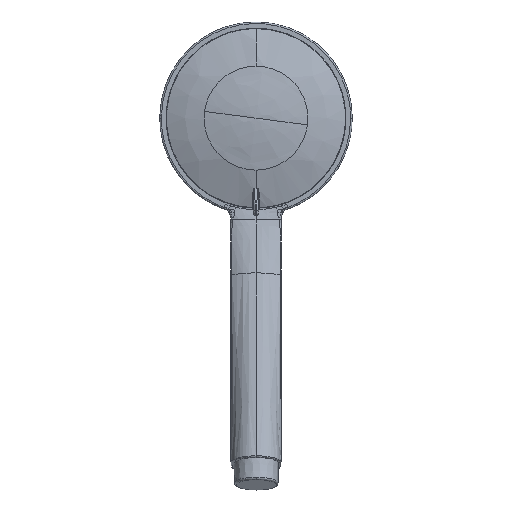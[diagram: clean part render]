
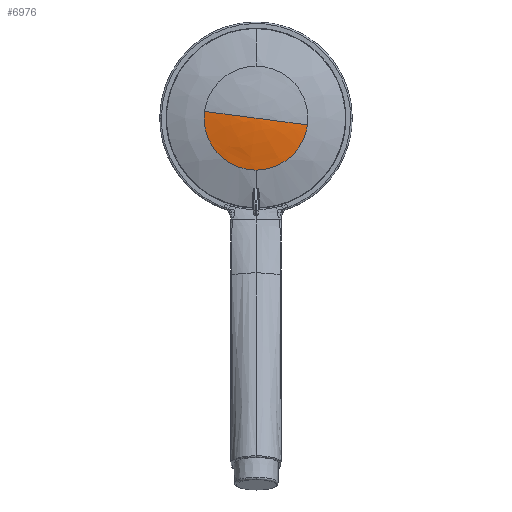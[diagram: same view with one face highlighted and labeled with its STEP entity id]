
A CAD part, top view. The second image highlights one B-rep face of the part: STEP entity #6976.
In plain terms, the highlighted free-form (B-spline) face has degree [3, 3] with [7, 4] control points.
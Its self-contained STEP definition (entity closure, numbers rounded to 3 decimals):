
#222 = CIRCLE ( 'NONE', #955, 26.99 ) ;
#257 = CARTESIAN_POINT ( 'NONE',  ( -0.299, -5.781, -2.271 ) ) ;
#308 = CARTESIAN_POINT ( 'NONE',  ( 37.769, -4.155, -25.538 ) ) ;
#594 = CIRCLE ( 'NONE', #12678, 26.99 ) ;
#847 = EDGE_CURVE ( 'NONE', #12702, #11238, #5189, .T. ) ;
#955 = AXIS2_PLACEMENT_3D ( 'NONE', #1910, #10153, #3116 ) ;
#1473 = CARTESIAN_POINT ( 'NONE',  ( 4.841, -5.781, 1.673 ) ) ;
#1503 = B_SPLINE_CURVE_WITH_KNOTS ( 'NONE', 3,
 ( #3016, #3348, #2877, #2862, #2818, #2806, #2763 ),
 .UNSPECIFIED., .F., .F.,
 ( 4, 1, 1, 1, 4 ),
 ( 0., 0.25, 0.5, 0.75, 0.99 ),
 .UNSPECIFIED. ) ;
#1520 = CARTESIAN_POINT ( 'NONE',  ( 2.661, -4.155, 20.215 ) ) ;
#1642 = EDGE_CURVE ( 'NONE', #12702, #7535, #1503, .T. ) ;
#1881 = CARTESIAN_POINT ( 'NONE',  ( -3.523, -3.07, -26.76 ) ) ;
#1894 = CARTESIAN_POINT ( 'NONE',  ( -3.24, -3.434, -24.608 ) ) ;
#1910 = CARTESIAN_POINT ( 'NONE',  ( 0., -3.07, 0. ) ) ;
#1934 = CARTESIAN_POINT ( 'NONE',  ( -2.661, -4.155, -20.215 ) ) ;
#1950 = CARTESIAN_POINT ( 'NONE',  ( -1.787, -5.105, -13.571 ) ) ;
#1988 = CARTESIAN_POINT ( 'NONE',  ( 0., -5.781, 0. ) ) ;
#2041 = CARTESIAN_POINT ( 'NONE',  ( -0.299, -5.781, -2.271 ) ) ;
#2452 = VERTEX_POINT ( 'NONE', #3437 ) ;
#2670 = CARTESIAN_POINT ( 'NONE',  ( -0.896, -5.702, -6.807 ) ) ;
#2725 = CARTESIAN_POINT ( 'NONE',  ( 45.977, -3.434, -31.088 ) ) ;
#2740 = EDGE_CURVE ( 'NONE', #11238, #2452, #222, .T. ) ;
#2763 = CARTESIAN_POINT ( 'NONE',  ( 3.523, -3.07, 26.76 ) ) ;
#2806 = CARTESIAN_POINT ( 'NONE',  ( 3.24, -3.434, 24.608 ) ) ;
#2818 = CARTESIAN_POINT ( 'NONE',  ( 2.661, -4.155, 20.215 ) ) ;
#2862 = CARTESIAN_POINT ( 'NONE',  ( 1.787, -5.105, 13.571 ) ) ;
#2877 = CARTESIAN_POINT ( 'NONE',  ( 0.896, -5.702, 6.807 ) ) ;
#3016 = CARTESIAN_POINT ( 'NONE',  ( 0., -5.781, 0. ) ) ;
#3070 = ORIENTED_EDGE ( 'NONE', *, *, #3560, .T. ) ;
#3116 = DIRECTION ( 'NONE',  ( -1., 0., 0. ) ) ;
#3348 = CARTESIAN_POINT ( 'NONE',  ( 0.299, -5.781, 2.271 ) ) ;
#3437 = CARTESIAN_POINT ( 'NONE',  ( 26.99, -3.07, 0. ) ) ;
#3560 = EDGE_CURVE ( 'NONE', #2452, #7535, #594, .T. ) ;
#3892 = CARTESIAN_POINT ( 'NONE',  ( 14.509, -5.702, 5.014 ) ) ;
#3944 = CARTESIAN_POINT ( 'NONE',  ( 3.24, -3.434, 24.608 ) ) ;
#4187 = CARTESIAN_POINT ( 'NONE',  ( -0.896, -5.702, -6.807 ) ) ;
#4560 = CARTESIAN_POINT ( 'NONE',  ( 0., -3.07, 0. ) ) ;
#4580 = ORIENTED_EDGE ( 'NONE', *, *, #2740, .T. ) ;
#5056 = CARTESIAN_POINT ( 'NONE',  ( -1.787, -5.105, -13.571 ) ) ;
#5110 = CARTESIAN_POINT ( 'NONE',  ( 49.996, -3.07, -33.806 ) ) ;
#5189 = B_SPLINE_CURVE_WITH_KNOTS ( 'NONE', 3,
 ( #1988, #2041, #4187, #1950, #1934, #1894, #1881 ),
 .UNSPECIFIED., .F., .F.,
 ( 4, 1, 1, 1, 4 ),
 ( 0., 0.25, 0.5, 0.75, 0.99 ),
 .UNSPECIFIED. ) ;
#5728 = DIRECTION ( 'NONE',  ( -1., 0., 0. ) ) ;
#6200 = CARTESIAN_POINT ( 'NONE',  ( 0., -5.781, 0. ) ) ;
#6252 = CARTESIAN_POINT ( 'NONE',  ( 28.928, -5.105, 9.997 ) ) ;
#6304 = CARTESIAN_POINT ( 'NONE',  ( 3.523, -3.07, 26.76 ) ) ;
#6976 = ADVANCED_FACE ( 'NONE', ( #14686 ), #14389, .T. ) ;
#7399 = CARTESIAN_POINT ( 'NONE',  ( 0., -5.781, 0. ) ) ;
#7451 = CARTESIAN_POINT ( 'NONE',  ( -2.661, -4.155, -20.215 ) ) ;
#7535 = VERTEX_POINT ( 'NONE', #13020 ) ;
#8569 = CARTESIAN_POINT ( 'NONE',  ( 4.243, -5.781, -2.869 ) ) ;
#8617 = CARTESIAN_POINT ( 'NONE',  ( 43.092, -4.155, 14.893 ) ) ;
#8954 = EDGE_LOOP ( 'NONE', ( #14343, #13520, #4580, #3070 ) ) ;
#9736 = CARTESIAN_POINT ( 'NONE',  ( 0.299, -5.781, 2.271 ) ) ;
#9783 = CARTESIAN_POINT ( 'NONE',  ( -3.24, -3.434, -24.608 ) ) ;
#10153 = DIRECTION ( 'NONE',  ( 0., -1., 0. ) ) ;
#10900 = CARTESIAN_POINT ( 'NONE',  ( 12.717, -5.702, -8.599 ) ) ;
#10946 = CARTESIAN_POINT ( 'NONE',  ( 52.456, -3.434, 18.129 ) ) ;
#11238 = VERTEX_POINT ( 'NONE', #11795 ) ;
#11795 = CARTESIAN_POINT ( 'NONE',  ( -3.523, -3.07, -26.76 ) ) ;
#12037 = CARTESIAN_POINT ( 'NONE',  ( 0.896, -5.702, 6.807 ) ) ;
#12085 = CARTESIAN_POINT ( 'NONE',  ( -3.523, -3.07, -26.76 ) ) ;
#12678 = AXIS2_PLACEMENT_3D ( 'NONE', #4560, #12691, #5728 ) ;
#12691 = DIRECTION ( 'NONE',  ( 0., -1., 0. ) ) ;
#12702 = VERTEX_POINT ( 'NONE', #14414 ) ;
#13020 = CARTESIAN_POINT ( 'NONE',  ( 3.523, -3.07, 26.76 ) ) ;
#13191 = CARTESIAN_POINT ( 'NONE',  ( 25.354, -5.105, -17.144 ) ) ;
#13241 = CARTESIAN_POINT ( 'NONE',  ( 57.042, -3.07, 19.714 ) ) ;
#13520 = ORIENTED_EDGE ( 'NONE', *, *, #847, .T. ) ;
#14305 = CARTESIAN_POINT ( 'NONE',  ( 0., -5.781, 0. ) ) ;
#14343 = ORIENTED_EDGE ( 'NONE', *, *, #1642, .F. ) ;
#14357 = CARTESIAN_POINT ( 'NONE',  ( 1.787, -5.105, 13.571 ) ) ;
#14389 =( BOUNDED_SURFACE ( )  B_SPLINE_SURFACE ( 3, 3, ( 
 ( #6200, #15116, #14305, #7399 ),
 ( #257, #8569, #1473, #9736 ),
 ( #2670, #10900, #3892, #12037 ),
 ( #5056, #13191, #6252, #14357 ),
 ( #7451, #308, #8617, #1520 ),
 ( #9783, #2725, #10946, #3944 ),
 ( #12085, #5110, #13241, #6304 ) ),
 .UNSPECIFIED., .F., .F., .F. ) 
 B_SPLINE_SURFACE_WITH_KNOTS ( ( 4, 1, 1, 1, 4 ),
 ( 4, 4 ),
 ( 0., 0.25, 0.5, 0.75, 0.99 ),
 ( 0., 1. ),
 .UNSPECIFIED. ) 
 GEOMETRIC_REPRESENTATION_ITEM ( )  RATIONAL_B_SPLINE_SURFACE ( (
 ( 1., 0.333, 0.333, 1.),
 ( 1., 0.333, 0.333, 1.),
 ( 1., 0.333, 0.333, 1.),
 ( 1., 0.333, 0.333, 1.),
 ( 1., 0.333, 0.333, 1.),
 ( 1., 0.333, 0.333, 1.),
 ( 1., 0.333, 0.333, 1.) ) ) 
 REPRESENTATION_ITEM ( '' )  SURFACE ( )  );
#14414 = CARTESIAN_POINT ( 'NONE',  ( 0., -5.781, 0. ) ) ;
#14686 = FACE_OUTER_BOUND ( 'NONE', #8954, .T. ) ;
#15116 = CARTESIAN_POINT ( 'NONE',  ( 0., -5.781, 0. ) ) ;
